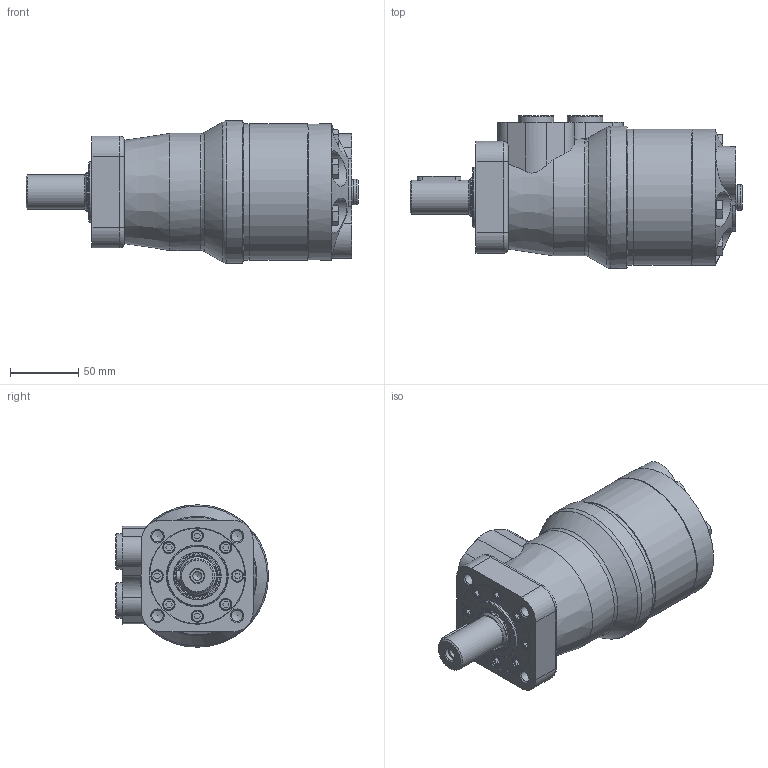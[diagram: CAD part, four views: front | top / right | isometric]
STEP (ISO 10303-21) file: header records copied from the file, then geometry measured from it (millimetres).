
FILE_DESCRIPTION( ( 'STEP AP214' ), '1' );
FILE_NAME( 'MRQE250CUP.stp', '2019-11-14T07:45:42', ( '' ), ( '' ), ' ', 'PARTsolutions', ' ' );
FILE_SCHEMA( ( 'AUTOMOTIVE_DESIGN { 1 0 10303 214 1 1 1 1 }' ) );
Length unit declared in the file: millimetre
Products named in the file (7): MRQE250CUP; _MRQEUB; _MPCSH; _MPQUMF; _MRVP; _MR250D; _MREF
Assembly tree (6 placements, depth 2):
  MRQE250CUP
    _MRQEUB
    _MPCSH
    _MPQUMF
    _MRVP
    _MR250D
    _MREF
Bounding box: 243.75 x 112.24 x 104.48 mm (x, y, z)
Volume: 1334416 mm3; surface area: 156810.7 mm2
Topology: 6 solids, 6 shells, 398 faces, 868 edges, 537 vertices
Faces by surface type: plane 212, cylinder 95, cone 70, torus 21
Full cylindrical faces by diameter (mm): 2 x2, 6.647 x5, 8.376 x4, 8.5 x8, 9 x8, 10 x1, 11.9 x5, 12 x2, 13 x5, 15.5 x5, 18 x1, 18.631 x2, 19 x1, 25 x1, 26 x2, 28.56 x1, 29 x1, 32.6 x1, 35 x1, 44.4 x1, 70 x2, 100 x3, 104.48 x1
Entity records: 14457 total; most frequent: CARTESIAN_POINT 3034, DIRECTION 1710, ORIENTED_EDGE 1452, EDGE_CURVE 726, AXIS2_PLACEMENT_3D 691, EDGE_LOOP 571, VERTEX_POINT 524, FACE_OUTER_BOUND 476
